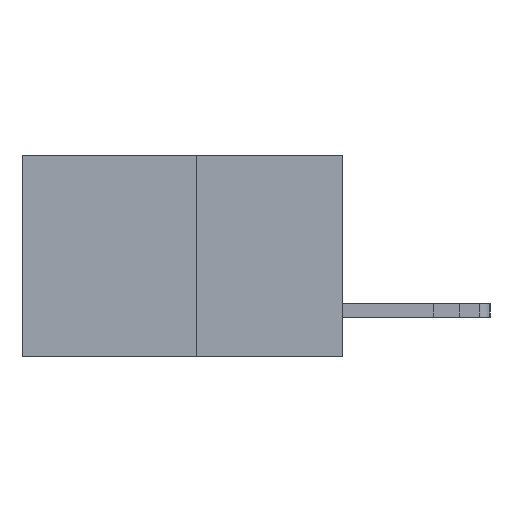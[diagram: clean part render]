
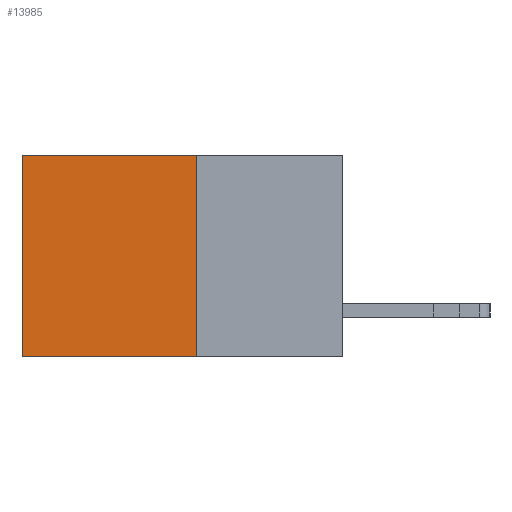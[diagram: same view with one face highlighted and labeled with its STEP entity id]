
A CAD part, left-side view. The second image highlights one B-rep face of the part: STEP entity #13985.
In plain terms, the highlighted planar face has unit normal (-1, 0, 0).
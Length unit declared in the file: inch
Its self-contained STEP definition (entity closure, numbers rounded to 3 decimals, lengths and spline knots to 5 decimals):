
#42 = ORIENTED_EDGE ( 'NONE', *, *, #462, .F. ) ;
#382 = ORIENTED_EDGE ( 'NONE', *, *, #6062, .F. ) ;
#448 = LINE ( 'NONE', #12796, #6448 ) ;
#462 = EDGE_CURVE ( 'NONE', #1860, #2660, #448, .T. ) ;
#944 = ORIENTED_EDGE ( 'NONE', *, *, #6104, .T. ) ;
#1041 = VERTEX_POINT ( 'NONE', #1180 ) ;
#1180 = CARTESIAN_POINT ( 'NONE',  ( 0.277, 0.59, 0. ) ) ;
#1496 = DIRECTION ( 'NONE',  ( 0., 0., -1. ) ) ;
#1626 = CARTESIAN_POINT ( 'NONE',  ( 0.277, 0.59, -0.37 ) ) ;
#1860 = VERTEX_POINT ( 'NONE', #5018 ) ;
#2474 = PLANE ( 'NONE',  #4463 ) ;
#2505 = DIRECTION ( 'NONE',  ( 0., 1., 0. ) ) ;
#2660 = VERTEX_POINT ( 'NONE', #10407 ) ;
#3367 = DIRECTION ( 'NONE',  ( 0., 0., -1. ) ) ;
#4463 = AXIS2_PLACEMENT_3D ( 'NONE', #4741, #12170, #5825 ) ;
#4625 = VECTOR ( 'NONE', #3367, 39.37008 ) ;
#4691 = CARTESIAN_POINT ( 'NONE',  ( 0.277, 0.27, -0.37 ) ) ;
#4741 = CARTESIAN_POINT ( 'NONE',  ( 0.277, 0.27, -0.37 ) ) ;
#4772 = EDGE_CURVE ( 'NONE', #1041, #2660, #12120, .T. ) ;
#4961 = LINE ( 'NONE', #4691, #4625 ) ;
#5018 = CARTESIAN_POINT ( 'NONE',  ( 0.277, 0.27, -0.37 ) ) ;
#5825 = DIRECTION ( 'NONE',  ( 0., 0., -1. ) ) ;
#6062 = EDGE_CURVE ( 'NONE', #13970, #1860, #4961, .T. ) ;
#6104 = EDGE_CURVE ( 'NONE', #13970, #1041, #7484, .T. ) ;
#6448 = VECTOR ( 'NONE', #13116, 39.37008 ) ;
#6498 = VECTOR ( 'NONE', #1496, 39.37008 ) ;
#7484 = LINE ( 'NONE', #8416, #9978 ) ;
#7989 = EDGE_LOOP ( 'NONE', ( #9255, #42, #382, #944 ) ) ;
#8416 = CARTESIAN_POINT ( 'NONE',  ( 0.277, 0.27, 0. ) ) ;
#9255 = ORIENTED_EDGE ( 'NONE', *, *, #4772, .T. ) ;
#9978 = VECTOR ( 'NONE', #2505, 39.37008 ) ;
#10402 = FACE_OUTER_BOUND ( 'NONE', #7989, .T. ) ;
#10407 = CARTESIAN_POINT ( 'NONE',  ( 0.277, 0.59, -0.37 ) ) ;
#12119 = CARTESIAN_POINT ( 'NONE',  ( 0.277, 0.27, 0. ) ) ;
#12120 = LINE ( 'NONE', #1626, #6498 ) ;
#12170 = DIRECTION ( 'NONE',  ( 1., 0., 0. ) ) ;
#12796 = CARTESIAN_POINT ( 'NONE',  ( 0.277, 0.27, -0.37 ) ) ;
#13116 = DIRECTION ( 'NONE',  ( 0., 1., 0. ) ) ;
#13970 = VERTEX_POINT ( 'NONE', #12119 ) ;
#13985 = ADVANCED_FACE ( 'NONE', ( #10402 ), #2474, .F. ) ;
